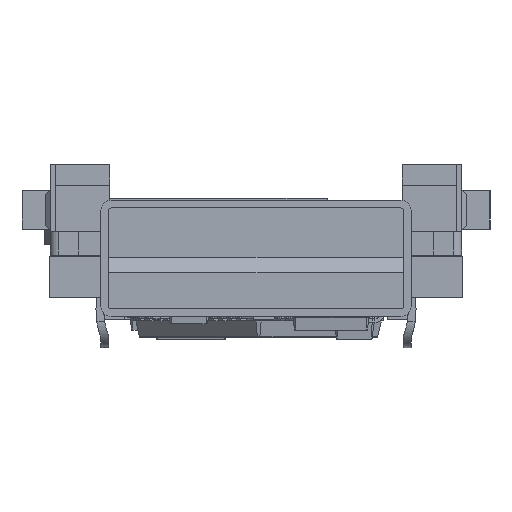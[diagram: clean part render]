
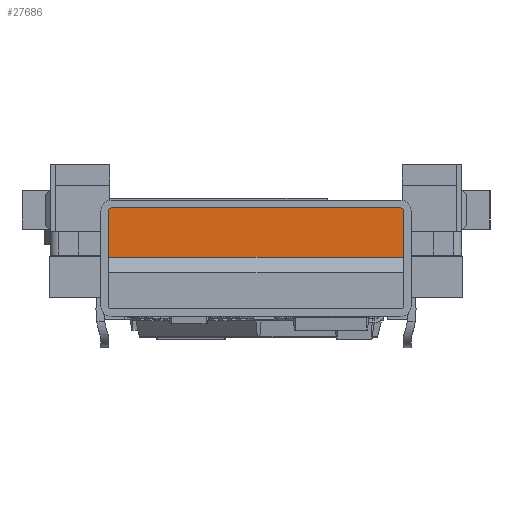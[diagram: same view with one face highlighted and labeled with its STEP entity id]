
A CAD part, left-side view. The second image highlights one B-rep face of the part: STEP entity #27686.
In plain terms, the highlighted face is planar.
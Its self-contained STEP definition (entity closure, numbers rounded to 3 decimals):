
#1740=CIRCLE('',#29569,0.1);
#1741=CIRCLE('',#29570,0.1);
#2950=FACE_OUTER_BOUND('',#4428,.T.);
#4428=EDGE_LOOP('',(#19314,#19315,#19316,#19317,#19318,#19319,#19320,#19321,
#19322,#19323,#19324,#19325,#19326,#19327,#19328,#19329,#19330,#19331,#19332,
#19333,#19334,#19335));
#5973=LINE('',#39980,#9108);
#5981=LINE('',#39996,#9116);
#5983=LINE('',#39999,#9118);
#5989=LINE('',#40013,#9124);
#5991=LINE('',#40018,#9126);
#5994=LINE('',#40022,#9129);
#6000=LINE('',#40036,#9135);
#6002=LINE('',#40041,#9137);
#6005=LINE('',#40045,#9140);
#6006=LINE('',#40049,#9141);
#6014=LINE('',#40065,#9149);
#6016=LINE('',#40068,#9151);
#6017=LINE('',#40070,#9152);
#6018=LINE('',#40071,#9153);
#6019=LINE('',#40073,#9154);
#6023=LINE('',#40080,#9158);
#6024=LINE('',#40081,#9159);
#6152=LINE('',#40433,#9287);
#6153=LINE('',#40435,#9288);
#6154=LINE('',#40439,#9289);
#9108=VECTOR('',#32073,10.);
#9116=VECTOR('',#32085,10.);
#9118=VECTOR('',#32089,10.);
#9124=VECTOR('',#32099,10.);
#9126=VECTOR('',#32103,10.);
#9129=VECTOR('',#32108,10.);
#9135=VECTOR('',#32118,10.);
#9137=VECTOR('',#32122,10.);
#9140=VECTOR('',#32127,10.);
#9141=VECTOR('',#32130,10.);
#9149=VECTOR('',#32142,10.);
#9151=VECTOR('',#32146,10.);
#9152=VECTOR('',#32149,10.);
#9153=VECTOR('',#32150,10.);
#9154=VECTOR('',#32151,10.);
#9158=VECTOR('',#32155,10.);
#9159=VECTOR('',#32156,10.);
#9287=VECTOR('',#32476,10.);
#9288=VECTOR('',#32477,10.);
#9289=VECTOR('',#32480,10.);
#12234=VERTEX_POINT('',#39978);
#12235=VERTEX_POINT('',#39979);
#12240=VERTEX_POINT('',#39993);
#12241=VERTEX_POINT('',#39995);
#12246=VERTEX_POINT('',#40010);
#12247=VERTEX_POINT('',#40012);
#12248=VERTEX_POINT('',#40016);
#12249=VERTEX_POINT('',#40017);
#12254=VERTEX_POINT('',#40033);
#12255=VERTEX_POINT('',#40035);
#12256=VERTEX_POINT('',#40039);
#12257=VERTEX_POINT('',#40040);
#12258=VERTEX_POINT('',#40047);
#12259=VERTEX_POINT('',#40048);
#12264=VERTEX_POINT('',#40062);
#12265=VERTEX_POINT('',#40064);
#12266=VERTEX_POINT('',#40072);
#12269=VERTEX_POINT('',#40078);
#12397=VERTEX_POINT('',#40432);
#12398=VERTEX_POINT('',#40434);
#12399=VERTEX_POINT('',#40436);
#12400=VERTEX_POINT('',#40438);
#14815=EDGE_CURVE('',#12234,#12235,#5973,.T.);
#14823=EDGE_CURVE('',#12240,#12241,#5981,.T.);
#14825=EDGE_CURVE('',#12235,#12241,#5983,.T.);
#14831=EDGE_CURVE('',#12246,#12247,#5989,.T.);
#14833=EDGE_CURVE('',#12248,#12249,#5991,.T.);
#14836=EDGE_CURVE('',#12249,#12247,#5994,.T.);
#14842=EDGE_CURVE('',#12254,#12255,#6000,.T.);
#14844=EDGE_CURVE('',#12256,#12257,#6002,.T.);
#14847=EDGE_CURVE('',#12257,#12255,#6005,.T.);
#14848=EDGE_CURVE('',#12258,#12259,#6006,.T.);
#14856=EDGE_CURVE('',#12264,#12265,#6014,.T.);
#14858=EDGE_CURVE('',#12259,#12265,#6016,.T.);
#14859=EDGE_CURVE('',#12246,#12234,#6017,.T.);
#14860=EDGE_CURVE('',#12264,#12248,#6018,.T.);
#14861=EDGE_CURVE('',#12266,#12258,#6019,.T.);
#14865=EDGE_CURVE('',#12254,#12269,#6023,.T.);
#14866=EDGE_CURVE('',#12240,#12256,#6024,.T.);
#15042=EDGE_CURVE('',#12266,#12397,#6152,.T.);
#15043=EDGE_CURVE('',#12398,#12269,#6153,.T.);
#15044=EDGE_CURVE('',#12399,#12398,#1740,.T.);
#15045=EDGE_CURVE('',#12400,#12399,#6154,.T.);
#15046=EDGE_CURVE('',#12397,#12400,#1741,.T.);
#19314=ORIENTED_EDGE('',*,*,#15042,.F.);
#19315=ORIENTED_EDGE('',*,*,#14861,.T.);
#19316=ORIENTED_EDGE('',*,*,#14848,.T.);
#19317=ORIENTED_EDGE('',*,*,#14858,.T.);
#19318=ORIENTED_EDGE('',*,*,#14856,.F.);
#19319=ORIENTED_EDGE('',*,*,#14860,.T.);
#19320=ORIENTED_EDGE('',*,*,#14833,.T.);
#19321=ORIENTED_EDGE('',*,*,#14836,.T.);
#19322=ORIENTED_EDGE('',*,*,#14831,.F.);
#19323=ORIENTED_EDGE('',*,*,#14859,.T.);
#19324=ORIENTED_EDGE('',*,*,#14815,.T.);
#19325=ORIENTED_EDGE('',*,*,#14825,.T.);
#19326=ORIENTED_EDGE('',*,*,#14823,.F.);
#19327=ORIENTED_EDGE('',*,*,#14866,.T.);
#19328=ORIENTED_EDGE('',*,*,#14844,.T.);
#19329=ORIENTED_EDGE('',*,*,#14847,.T.);
#19330=ORIENTED_EDGE('',*,*,#14842,.F.);
#19331=ORIENTED_EDGE('',*,*,#14865,.T.);
#19332=ORIENTED_EDGE('',*,*,#15043,.F.);
#19333=ORIENTED_EDGE('',*,*,#15044,.F.);
#19334=ORIENTED_EDGE('',*,*,#15045,.F.);
#19335=ORIENTED_EDGE('',*,*,#15046,.F.);
#26565=PLANE('',#29568);
#27686=ADVANCED_FACE('',(#2950),#26565,.T.);
#29568=AXIS2_PLACEMENT_3D('',#40431,#32474,#32475);
#29569=AXIS2_PLACEMENT_3D('',#40437,#32478,#32479);
#29570=AXIS2_PLACEMENT_3D('',#40440,#32481,#32482);
#32073=DIRECTION('',(0.,1.,0.));
#32085=DIRECTION('',(0.,1.,0.));
#32089=DIRECTION('',(1.,0.,0.));
#32099=DIRECTION('',(0.,1.,0.));
#32103=DIRECTION('',(0.,1.,0.));
#32108=DIRECTION('',(1.,0.,0.));
#32118=DIRECTION('',(0.,1.,0.));
#32122=DIRECTION('',(0.,1.,0.));
#32127=DIRECTION('',(1.,0.,0.));
#32130=DIRECTION('',(0.,1.,0.));
#32142=DIRECTION('',(0.,1.,0.));
#32146=DIRECTION('',(1.,0.,0.));
#32149=DIRECTION('',(1.,0.,0.));
#32150=DIRECTION('',(1.,0.,0.));
#32151=DIRECTION('',(1.,0.,0.));
#32155=DIRECTION('',(1.,0.,0.));
#32156=DIRECTION('',(1.,0.,0.));
#32474=DIRECTION('center_axis',(0.,0.,-1.));
#32475=DIRECTION('ref_axis',(-1.,0.,0.));
#32476=DIRECTION('',(0.,-1.,0.));
#32477=DIRECTION('',(0.,1.,0.));
#32478=DIRECTION('center_axis',(0.,0.,
1.));
#32479=DIRECTION('ref_axis',(1.,0.,0.));
#32480=DIRECTION('',(1.,0.,0.));
#32481=DIRECTION('center_axis',(0.,0.,
1.));
#32482=DIRECTION('ref_axis',(0.,-1.,0.));
#39978=CARTESIAN_POINT('',(0.425,-0.05,8.6));
#39979=CARTESIAN_POINT('',(0.425,0.05,8.6));
#39980=CARTESIAN_POINT('',(0.425,-0.05,8.6));
#39993=CARTESIAN_POINT('',(1.625,-0.05,8.6));
#39995=CARTESIAN_POINT('',(1.625,0.05,8.6));
#39996=CARTESIAN_POINT('',(1.625,-0.05,8.6));
#39999=CARTESIAN_POINT('',(0.425,0.05,8.6));
#40010=CARTESIAN_POINT('',(-0.425,-0.05,8.6));
#40012=CARTESIAN_POINT('',(-0.425,0.05,8.6));
#40013=CARTESIAN_POINT('',(-0.425,-0.05,8.6));
#40016=CARTESIAN_POINT('',(-1.625,-0.05,8.6));
#40017=CARTESIAN_POINT('',(-1.625,0.05,8.6));
#40018=CARTESIAN_POINT('',(-1.625,-0.05,8.6));
#40022=CARTESIAN_POINT('',(-1.625,0.05,8.6));
#40033=CARTESIAN_POINT('',(3.975,-0.05,8.6));
#40035=CARTESIAN_POINT('',(3.975,0.05,8.6));
#40036=CARTESIAN_POINT('',(3.975,-0.05,8.6));
#40039=CARTESIAN_POINT('',(2.775,-0.05,8.6));
#40040=CARTESIAN_POINT('',(2.775,0.05,8.6));
#40041=CARTESIAN_POINT('',(2.775,-0.05,8.6));
#40045=CARTESIAN_POINT('',(2.775,0.05,8.6));
#40047=CARTESIAN_POINT('',(-3.975,-0.05,8.6));
#40048=CARTESIAN_POINT('',(-3.975,0.05,8.6));
#40049=CARTESIAN_POINT('',(-3.975,-0.05,8.6));
#40062=CARTESIAN_POINT('',(-2.775,-0.05,8.6));
#40064=CARTESIAN_POINT('',(-2.775,0.05,8.6));
#40065=CARTESIAN_POINT('',(-2.775,-0.05,8.6));
#40068=CARTESIAN_POINT('',(-3.975,0.05,8.6));
#40070=CARTESIAN_POINT('',(-0.425,-0.05,8.6));
#40071=CARTESIAN_POINT('',(-2.775,-0.05,8.6));
#40072=CARTESIAN_POINT('',(-5.7,-0.05,8.6));
#40073=CARTESIAN_POINT('',(-5.7,-0.05,8.6));
#40078=CARTESIAN_POINT('',(5.7,-0.05,8.6));
#40080=CARTESIAN_POINT('',(3.975,-0.05,8.6));
#40081=CARTESIAN_POINT('',(1.625,-0.05,8.6));
#40431=CARTESIAN_POINT('Origin',(-5.7,-0.95,8.6));
#40432=CARTESIAN_POINT('',(-5.7,-1.85,8.6));
#40433=CARTESIAN_POINT('',(-5.7,-0.05,8.6));
#40434=CARTESIAN_POINT('',(5.7,-1.85,8.6));
#40435=CARTESIAN_POINT('',(5.7,-1.85,8.6));
#40436=CARTESIAN_POINT('',(5.6,-1.95,8.6));
#40437=CARTESIAN_POINT('Origin',(5.6,-1.85,8.6));
#40438=CARTESIAN_POINT('',(-5.6,-1.95,8.6));
#40439=CARTESIAN_POINT('',(-5.6,-1.95,8.6));
#40440=CARTESIAN_POINT('Origin',(-5.6,-1.85,8.6));
